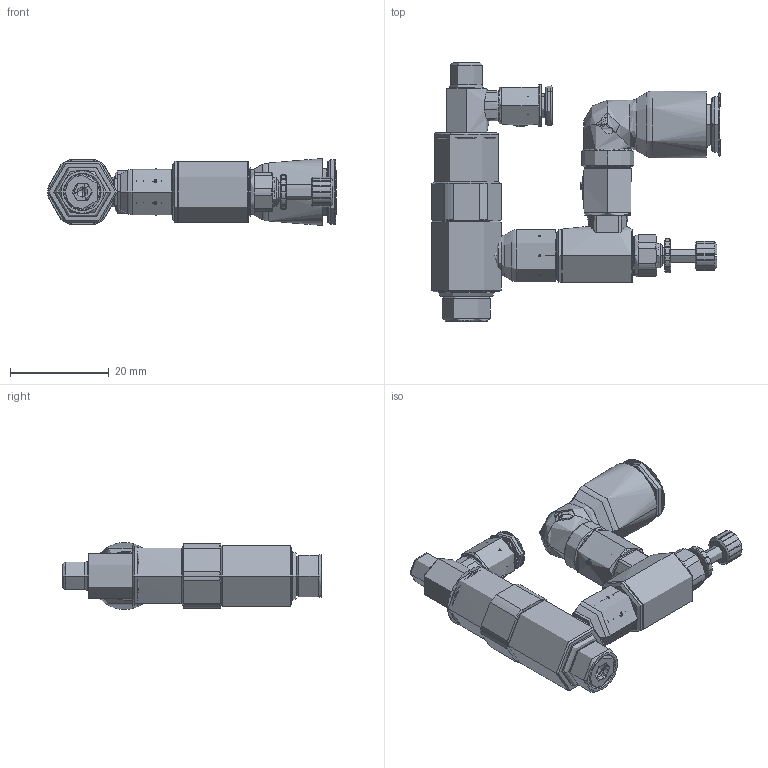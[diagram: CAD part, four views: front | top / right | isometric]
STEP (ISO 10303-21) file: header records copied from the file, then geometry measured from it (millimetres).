
FILE_DESCRIPTION(('STEP AP214'),'1');
FILE_NAME('7894_08_10.stp','2016-07-07T14:56:22',('TraceParts'),('TraceParts S.A.'),'Spatial InterOp 3D',' ',' ');
FILE_SCHEMA(('automotive_design'));
Length unit declared in the file: millimetre
Products named in the file (46): w894-08-10_asm|42100-PURGE_ASM_126#42100-PURGE_ASM|44104-64_ASM_124#44104-64_ASM|44104-26_120#44104-26;Solide1; w894-08-10_asm|42100-PURGE_ASM_126#42100-PURGE_ASM|44104-64_ASM_124#44104-64_ASM|44104_121#44104;Solide1; w894-08-10_asm|42100-PURGE_ASM_126#42100-PURGE_ASM|44104-64_ASM_124#44104-64_ASM|44104-27_122#44104-27;Solide1; w894-08-10_asm|42100-PURGE_ASM_126#42100-PURGE_ASM|44104-64_ASM_124#44104-64_ASM|44124-20_123#44124-20;Solide1; w894-08-10_asm|42100-PURGE_ASM_126#42100-PURGE_ASM|42100-10_SERTI_112#42100-10_SERTI;Solide1; w894-08-10_asm|42100-PURGE_ASM_126#42100-PURGE_ASM|42101-11_113#42101-11;Solide1; w894-08-10_asm|42100-PURGE_ASM_126#42100-PURGE_ASM|42101-12_114#42101-12;Solide1; w894-08-10_asm|42100-PURGE_ASM_126#42100-PURGE_ASM|42101-13_115#42101-13;Solide1; w894-08-10_asm|42100-PURGE_ASM_126#42100-PURGE_ASM|24116_ASM_D3-9_D2-4_LG1-4_116#24116_ASM_D3-9_D2-4_LG1-4;Solide1; w894-08-10_asm|42100-PURGE_ASM_126#42100-PURGE_ASM|32785_117#32785;Solide1; w894-08-10_asm|42100-PURGE_ASM_126#42100-PURGE_ASM|23800-D6_8-D5_3-LG1_3_118#23800-D6_8-D5_3-LG1_3;Solide1; w894-08-10_asm|42100-PURGE_ASM_126#42100-PURGE_ASM|23800-D6_95-D5_5-LG1_2_119#23800-D6_95-D5_5-LG1_2;Solide1; w894-08-10_asm|42100-PURGE_ASM_126#42100-PURGE_ASM|44104-12-ASM_125#44104-12-ASM;Solide1; w894-08-10_asm|42100-30_ASM_151#42100-30_ASM|44108-21_ASM_147#44108-21_ASM|44108-32_144#44108-32;Solide1; w894-08-10_asm|42100-30_ASM_151#42100-30_ASM|44108-21_ASM_147#44108-21_ASM|44108-30_145#44108-30;Solide1; w894-08-10_asm|42100-30_ASM_151#42100-30_ASM|44108-21_ASM_147#44108-21_ASM|44108_146#44108;Solide1; w894-08-10_asm|42100-30_ASM_151#42100-30_ASM|38960-SERTI_131#38960-SERTI;Solide1; w894-08-10_asm|42100-30_ASM_151#42100-30_ASM|39317-99_132#39317-99;Solide1; w894-08-10_asm|42100-30_ASM_151#42100-30_ASM|38936-20-99_133#38936-20-99;Solide1; w894-08-10_asm|42100-30_ASM_151#42100-30_ASM|23693_ASM_D3_3_D1_25_LG1_5_134#23693_ASM_D3_3_D1_25_LG1_5;Solide1; w894-08-10_asm|42100-30_ASM_151#42100-30_ASM|38911-01_135#38911-01;Solide1; w894-08-10_asm|42100-30_ASM_151#42100-30_ASM|38912-01_136#38912-01;Solide1; w894-08-10_asm|42100-30_ASM_151#42100-30_ASM|23502-D9_12-D7_1-LG1_9_137#23502-D9_12-D7_1-LG1_9;Solide1; w894-08-10_asm|42100-30_ASM_151#42100-30_ASM|23814-25-ASS_138#23814-25-ASS;Solide1; w894-08-10_asm|42100-30_ASM_151#42100-30_ASM|23309-D9_95-D7_6-LG1_7_139#23309-D9_95-D7_6-LG1_7;Solide1; w894-08-10_asm|42100-30_ASM_151#42100-30_ASM|32789-ECH-CARP_140#32789-ECH-CARP;Solide1; w894-08-10_asm|42100-30_ASM_151#42100-30_ASM|45560_141#45560;Solide1; w894-08-10_asm|42100-30_ASM_151#42100-30_ASM|44508-01_142#44508-01;Solide1; w894-08-10_asm|42100-30_ASM_151#42100-30_ASM|44108-12-ASM_143#44108-12-ASM;Solide1; w894-08-10_asm|42100-30_ASM_151#42100-30_ASM|44108-40_148#44108-40;Solide1; w894-08-10_asm|42100-30_ASM_151#42100-30_ASM|23976_D7_D8-45_LG1-40_149#23976_D7_D8-45_LG1-40;Solide1; w894-08-10_asm|42100-30_ASM_151#42100-30_ASM|23423_ASM_D6_05_D8_95_LG2_65_150#23423_ASM_D6_05_D8_95_LG2_65;Solide1; w894-08-10_asm|D6122-42100-01_103#D6122-42100-01;Solide1; w894-08-10_asm|42100-02_104#42100-02;Solide1; w894-08-10_asm|42100-03_105#42100-03;Solide1; w894-08-10_asm|D6122-42100-04_106#D6122-42100-04;Solide1; w894-08-10_asm|42100-05_107#42100-05;Solide1; w894-08-10_asm|42100-06_108#42100-06;Solide1; w894-08-10_asm|42100-07_109#42100-07;Solide1; w894-08-10_asm|42100-08_110#42100-08;Solide1 ...
Bounding box: 58.3 x 52.14 x 13.52 mm (x, y, z)
Volume: 10345.8 mm3; surface area: 19106.3 mm2
Topology: 46 solids, 46 shells, 2794 faces, 7295 edges, 4650 vertices
Faces by surface type: plane 962, cylinder 652, torus 439, cone 410, bspline 316, sphere 15
Entity records: 136626 total; most frequent: CARTESIAN_POINT 44685, ORIENTED_EDGE 14554, DIRECTION 14500, EDGE_CURVE 7277, AXIS2_PLACEMENT_3D 5695, VERTEX_POINT 4650, LINE 3110, VECTOR 3110
